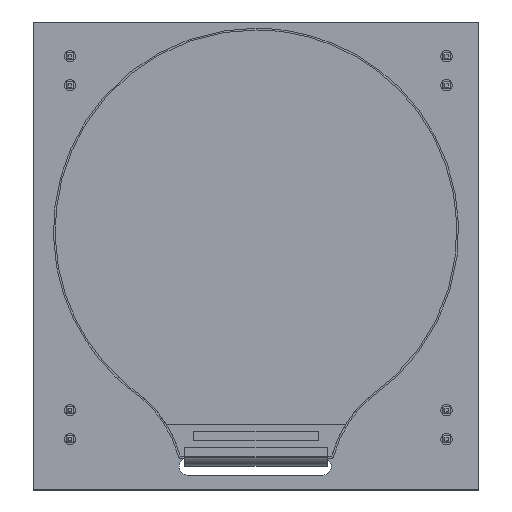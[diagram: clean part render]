
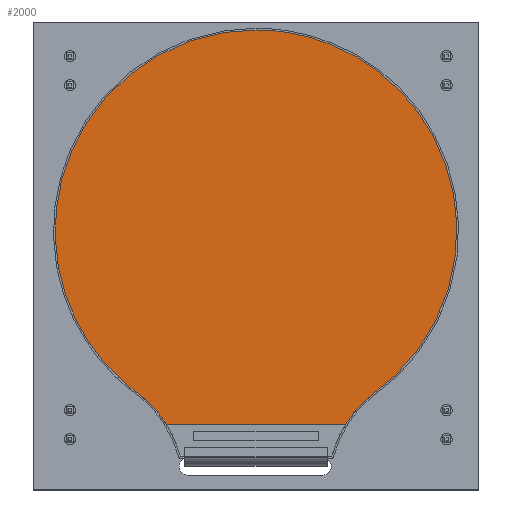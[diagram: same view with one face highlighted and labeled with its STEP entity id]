
A CAD part, top view. The second image highlights one B-rep face of the part: STEP entity #2000.
In plain terms, the highlighted free-form (B-spline) face has degree [1, 1] with [2, 2] control points.
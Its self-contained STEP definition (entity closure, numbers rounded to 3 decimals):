
#82 = EDGE_CURVE('',#83,#85,#87,.T.);
#83 = VERTEX_POINT('',#84);
#84 = CARTESIAN_POINT('',(0.,1.782,-17.6));
#85 = VERTEX_POINT('',#86);
#86 = CARTESIAN_POINT('',(-10.008,1.782,14.478));
#87 = ( BOUNDED_CURVE() B_SPLINE_CURVE(2,(#88,#89,#90),.UNSPECIFIED.,.F.
,.F.) B_SPLINE_CURVE_WITH_KNOTS((3,3),(3.142,5.678),
.PIECEWISE_BEZIER_KNOTS.) CURVE() GEOMETRIC_REPRESENTATION_ITEM() 
RATIONAL_B_SPLINE_CURVE((1.,0.298,1.)) REPRESENTATION_ITEM('') 
  );
#88 = CARTESIAN_POINT('',(0.,1.782,-17.6));
#89 = CARTESIAN_POINT('',(-56.411,1.782,-17.6));
#90 = CARTESIAN_POINT('',(-10.008,1.782,14.478));
#1926 = VERTEX_POINT('',#1927);
#1927 = CARTESIAN_POINT('',(10.008,1.782,14.478));
#1936 = VERTEX_POINT('',#1937);
#1937 = CARTESIAN_POINT('',(7.847,1.782,16.95));
#1942 = EDGE_CURVE('',#1936,#1926,#1943,.T.);
#1943 = ( BOUNDED_CURVE() B_SPLINE_CURVE(2,(#1944,#1945,#1946),
.UNSPECIFIED.,.F.,.F.) B_SPLINE_CURVE_WITH_KNOTS((3,3),(2.127,
2.452),.PIECEWISE_BEZIER_KNOTS.) CURVE() 
GEOMETRIC_REPRESENTATION_ITEM() RATIONAL_B_SPLINE_CURVE((1.,
0.987,1.)) REPRESENTATION_ITEM('') );
#1944 = CARTESIAN_POINT('',(7.847,1.782,16.95));
#1945 = CARTESIAN_POINT('',(8.725,1.782,15.537));
#1946 = CARTESIAN_POINT('',(10.008,1.782,14.478));
#1959 = EDGE_CURVE('',#1926,#83,#1960,.T.);
#1960 = ( BOUNDED_CURVE() B_SPLINE_CURVE(2,(#1961,#1962,#1963),
.UNSPECIFIED.,.F.,.F.) B_SPLINE_CURVE_WITH_KNOTS((3,3),(0.605,
3.142),.PIECEWISE_BEZIER_KNOTS.) CURVE() 
GEOMETRIC_REPRESENTATION_ITEM() RATIONAL_B_SPLINE_CURVE((1.,
0.298,1.)) REPRESENTATION_ITEM('') );
#1961 = CARTESIAN_POINT('',(10.008,1.782,14.478));
#1962 = CARTESIAN_POINT('',(56.411,1.782,-17.6));
#1963 = CARTESIAN_POINT('',(0.,1.782,-17.6));
#1980 = EDGE_CURVE('',#85,#1981,#1983,.T.);
#1981 = VERTEX_POINT('',#1982);
#1982 = CARTESIAN_POINT('',(-7.847,1.782,16.95));
#1983 = ( BOUNDED_CURVE() B_SPLINE_CURVE(2,(#1984,#1985,#1986),
.UNSPECIFIED.,.F.,.F.) B_SPLINE_CURVE_WITH_KNOTS((3,3),(3.832,
4.157),.PIECEWISE_BEZIER_KNOTS.) CURVE() 
GEOMETRIC_REPRESENTATION_ITEM() RATIONAL_B_SPLINE_CURVE((1.,
0.987,1.)) REPRESENTATION_ITEM('') );
#1984 = CARTESIAN_POINT('',(-10.008,1.782,14.478));
#1985 = CARTESIAN_POINT('',(-8.725,1.782,15.537));
#1986 = CARTESIAN_POINT('',(-7.847,1.782,16.95));
#2000 = ADVANCED_FACE('',(#2001),#2012,.T.);
#2001 = FACE_BOUND('',#2002,.T.);
#2002 = EDGE_LOOP('',(#2003,#2008,#2009,#2010,#2011));
#2003 = ORIENTED_EDGE('',*,*,#2004,.F.);
#2004 = EDGE_CURVE('',#1936,#1981,#2005,.T.);
#2005 = B_SPLINE_CURVE_WITH_KNOTS('',1,(#2006,#2007),.UNSPECIFIED.,.F.,
  .F.,(2,2),(-14.402,1.291),.PIECEWISE_BEZIER_KNOTS.);
#2006 = CARTESIAN_POINT('',(7.847,1.782,16.95));
#2007 = CARTESIAN_POINT('',(-7.847,1.782,16.95));
#2008 = ORIENTED_EDGE('',*,*,#1942,.T.);
#2009 = ORIENTED_EDGE('',*,*,#1959,.T.);
#2010 = ORIENTED_EDGE('',*,*,#82,.T.);
#2011 = ORIENTED_EDGE('',*,*,#1980,.T.);
#2012 = B_SPLINE_SURFACE_WITH_KNOTS('',1,1,(
    (#2013,#2014)
    ,(#2015,#2016
  )),.UNSPECIFIED.,.F.,.F.,.F.,(2,2),(2,2),(-37.3,-2.75),(
    -11.045,24.155),.PIECEWISE_BEZIER_KNOTS.);
#2013 = CARTESIAN_POINT('',(-17.6,1.782,-17.6));
#2014 = CARTESIAN_POINT('',(17.6,1.782,-17.6));
#2015 = CARTESIAN_POINT('',(-17.6,1.782,16.95));
#2016 = CARTESIAN_POINT('',(17.6,1.782,16.95));
